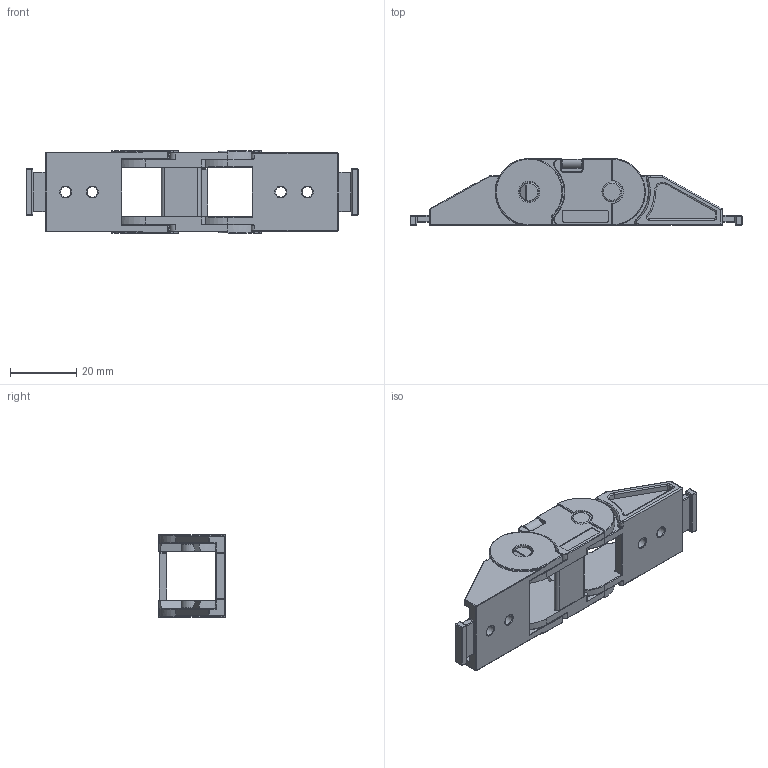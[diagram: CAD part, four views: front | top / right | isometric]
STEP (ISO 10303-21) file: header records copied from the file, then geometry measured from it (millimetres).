
FILE_DESCRIPTION (( 'STEP AP214' ), '1' );
FILE_NAME ('CK15-A015-AYAK.STEP', '2019-09-10T08:43:25', ( '' ), ( '' ), 'SwSTEP 2.0', 'SolidWorks 2017', '' );
FILE_SCHEMA (( 'AUTOMOTIVE_DESIGN' ));
Length unit declared in the file: millimetre
Products named in the file (4): CK15-A015-AYAK; CK15X15A; CK15x15 DÝÞÝ AYAK; CK15x15 ERKEK AYAK
Assembly tree (3 placements, depth 2):
  CK15-A015-AYAK
    CK15X15A
    CK15x15 DÝÞÝ AYAK
    CK15x15 ERKEK AYAK
Bounding box: 100.31 x 20.2 x 25 mm (x, y, z)
Volume: 13132 mm3; surface area: 13189.3 mm2
Topology: 4 solids, 4 shells, 751 faces, 1835 edges, 1047 vertices
Faces by surface type: cylinder 345, plane 169, torus 149, sphere 47, bspline 30, cone 11
Entity records: 22426 total; most frequent: CARTESIAN_POINT 4836, DIRECTION 3967, ORIENTED_EDGE 3550, EDGE_CURVE 1775, AXIS2_PLACEMENT_3D 1603, VERTEX_POINT 1044, CIRCLE 876, EDGE_LOOP 781
